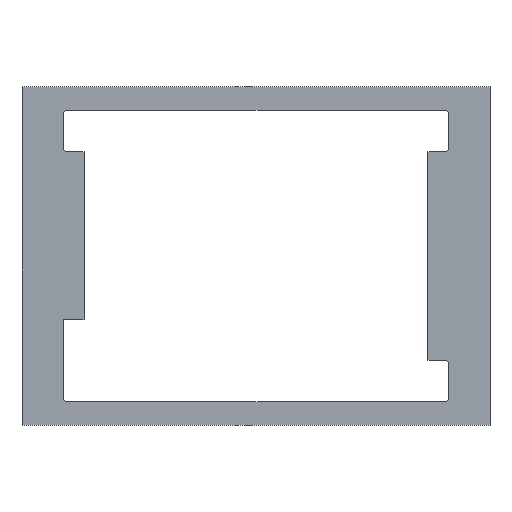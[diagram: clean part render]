
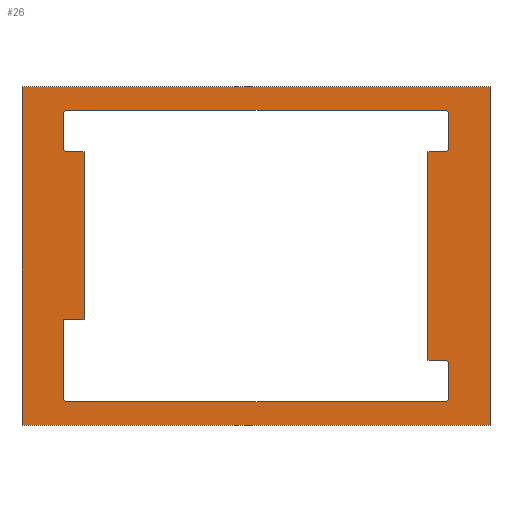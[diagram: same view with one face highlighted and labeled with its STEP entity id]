
A CAD part, top view. The second image highlights one B-rep face of the part: STEP entity #26.
In plain terms, the highlighted planar face has unit normal (0, 0, 1).
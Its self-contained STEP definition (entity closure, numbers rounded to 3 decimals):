
#26=ADVANCED_FACE('',(#80,#53),#261,.T.);
#53=FACE_OUTER_BOUND('',#83,.F.);
#80=FACE_BOUND('',#82,.F.);
#82=EDGE_LOOP('',(#111,#112,#113,#114,#115,#116,#117,#118,#119,#120,#121,#122,
#123,#124,#125,#126,#127,#128,#129,#130,#131));
#83=EDGE_LOOP('',(#132,#133,#134,#135));
#111=ORIENTED_EDGE('',*,*,#303,.T.);
#112=ORIENTED_EDGE('',*,*,#323,.T.);
#113=ORIENTED_EDGE('',*,*,#322,.T.);
#114=ORIENTED_EDGE('',*,*,#321,.T.);
#115=ORIENTED_EDGE('',*,*,#320,.T.);
#116=ORIENTED_EDGE('',*,*,#319,.T.);
#117=ORIENTED_EDGE('',*,*,#318,.T.);
#118=ORIENTED_EDGE('',*,*,#317,.T.);
#119=ORIENTED_EDGE('',*,*,#316,.T.);
#120=ORIENTED_EDGE('',*,*,#315,.T.);
#121=ORIENTED_EDGE('',*,*,#314,.T.);
#122=ORIENTED_EDGE('',*,*,#313,.T.);
#123=ORIENTED_EDGE('',*,*,#312,.T.);
#124=ORIENTED_EDGE('',*,*,#311,.T.);
#125=ORIENTED_EDGE('',*,*,#310,.T.);
#126=ORIENTED_EDGE('',*,*,#309,.T.);
#127=ORIENTED_EDGE('',*,*,#308,.T.);
#128=ORIENTED_EDGE('',*,*,#307,.T.);
#129=ORIENTED_EDGE('',*,*,#306,.T.);
#130=ORIENTED_EDGE('',*,*,#305,.T.);
#131=ORIENTED_EDGE('',*,*,#304,.T.);
#132=ORIENTED_EDGE('',*,*,#324,.T.);
#133=ORIENTED_EDGE('',*,*,#327,.T.);
#134=ORIENTED_EDGE('',*,*,#326,.T.);
#135=ORIENTED_EDGE('',*,*,#325,.T.);
#261=PLANE('',#593);
#289=CIRCLE('',#579,4.);
#290=CIRCLE('',#580,4.);
#291=CIRCLE('',#581,4.);
#292=CIRCLE('',#582,4.);
#293=CIRCLE('',#583,4.);
#294=CIRCLE('',#584,4.);
#295=CIRCLE('',#585,4.);
#303=EDGE_CURVE('',#549,#548,#378,.T.);
#304=EDGE_CURVE('',#547,#549,#289,.T.);
#305=EDGE_CURVE('',#546,#547,#379,.T.);
#306=EDGE_CURVE('',#545,#546,#290,.T.);
#307=EDGE_CURVE('',#544,#545,#380,.T.);
#308=EDGE_CURVE('',#543,#544,#381,.T.);
#309=EDGE_CURVE('',#542,#543,#291,.T.);
#310=EDGE_CURVE('',#541,#542,#382,.T.);
#311=EDGE_CURVE('',#540,#541,#292,.T.);
#312=EDGE_CURVE('',#539,#540,#383,.T.);
#313=EDGE_CURVE('',#538,#539,#384,.T.);
#314=EDGE_CURVE('',#537,#538,#385,.T.);
#315=EDGE_CURVE('',#536,#537,#293,.T.);
#316=EDGE_CURVE('',#535,#536,#386,.T.);
#317=EDGE_CURVE('',#534,#535,#294,.T.);
#318=EDGE_CURVE('',#533,#534,#387,.T.);
#319=EDGE_CURVE('',#532,#533,#388,.T.);
#320=EDGE_CURVE('',#531,#532,#295,.T.);
#321=EDGE_CURVE('',#530,#531,#389,.T.);
#322=EDGE_CURVE('',#529,#530,#390,.T.);
#323=EDGE_CURVE('',#548,#529,#391,.T.);
#324=EDGE_CURVE('',#528,#527,#392,.T.);
#325=EDGE_CURVE('',#526,#528,#393,.T.);
#326=EDGE_CURVE('',#525,#526,#394,.T.);
#327=EDGE_CURVE('',#527,#525,#395,.T.);
#378=LINE('',#825,#439);
#379=LINE('',#827,#440);
#380=LINE('',#829,#441);
#381=LINE('',#830,#442);
#382=LINE('',#832,#443);
#383=LINE('',#834,#444);
#384=LINE('',#835,#445);
#385=LINE('',#836,#446);
#386=LINE('',#838,#447);
#387=LINE('',#840,#448);
#388=LINE('',#841,#449);
#389=LINE('',#843,#450);
#390=LINE('',#844,#451);
#391=LINE('',#845,#452);
#392=LINE('',#846,#453);
#393=LINE('',#847,#454);
#394=LINE('',#848,#455);
#395=LINE('',#849,#456);
#439=VECTOR('',#626,16.);
#440=VECTOR('',#629,32.);
#441=VECTOR('',#632,181.);
#442=VECTOR('',#633,181.);
#443=VECTOR('',#636,32.);
#444=VECTOR('',#639,16.);
#445=VECTOR('',#640,200.);
#446=VECTOR('',#641,16.);
#447=VECTOR('',#644,32.);
#448=VECTOR('',#647,181.);
#449=VECTOR('',#648,181.);
#450=VECTOR('',#651,75.);
#451=VECTOR('',#652,20.);
#452=VECTOR('',#653,161.);
#453=VECTOR('',#654,449.);
#454=VECTOR('',#655,325.);
#455=VECTOR('',#656,449.);
#456=VECTOR('',#657,325.);
#525=VERTEX_POINT('',#800);
#526=VERTEX_POINT('',#801);
#527=VERTEX_POINT('',#802);
#528=VERTEX_POINT('',#803);
#529=VERTEX_POINT('',#804);
#530=VERTEX_POINT('',#805);
#531=VERTEX_POINT('',#806);
#532=VERTEX_POINT('',#807);
#533=VERTEX_POINT('',#808);
#534=VERTEX_POINT('',#809);
#535=VERTEX_POINT('',#810);
#536=VERTEX_POINT('',#811);
#537=VERTEX_POINT('',#812);
#538=VERTEX_POINT('',#813);
#539=VERTEX_POINT('',#814);
#540=VERTEX_POINT('',#815);
#541=VERTEX_POINT('',#816);
#542=VERTEX_POINT('',#817);
#543=VERTEX_POINT('',#818);
#544=VERTEX_POINT('',#819);
#545=VERTEX_POINT('',#820);
#546=VERTEX_POINT('',#821);
#547=VERTEX_POINT('',#822);
#548=VERTEX_POINT('',#823);
#549=VERTEX_POINT('',#824);
#579=AXIS2_PLACEMENT_3D('',#826,#627,#628);
#580=AXIS2_PLACEMENT_3D('',#828,#630,#631);
#581=AXIS2_PLACEMENT_3D('',#831,#634,#635);
#582=AXIS2_PLACEMENT_3D('',#833,#637,#638);
#583=AXIS2_PLACEMENT_3D('',#837,#642,#643);
#584=AXIS2_PLACEMENT_3D('',#839,#645,#646);
#585=AXIS2_PLACEMENT_3D('',#842,#649,#650);
#593=AXIS2_PLACEMENT_3D('',#900,#715,#716);
#626=DIRECTION('',(1.,0.,0.));
#627=DIRECTION('',(0.,0.,1.));
#628=DIRECTION('',(-1.,0.,0.));
#629=DIRECTION('',(0.,-1.,0.));
#630=DIRECTION('',(0.,0.,1.));
#631=DIRECTION('',(0.,1.,0.));
#632=DIRECTION('',(-1.,0.,0.));
#633=DIRECTION('',(-1.,0.,0.));
#634=DIRECTION('',(0.,0.,1.));
#635=DIRECTION('',(1.,0.,0.));
#636=DIRECTION('',(0.,1.,0.));
#637=DIRECTION('',(0.,0.,1.));
#638=DIRECTION('',(0.,-1.,0.));
#639=DIRECTION('',(1.,0.,0.));
#640=DIRECTION('',(0.,1.,0.));
#641=DIRECTION('',(-1.,0.,0.));
#642=DIRECTION('',(0.,0.,1.));
#643=DIRECTION('',(1.,0.,0.));
#644=DIRECTION('',(0.,1.,0.));
#645=DIRECTION('',(0.,0.,1.));
#646=DIRECTION('',(0.,-1.,0.));
#647=DIRECTION('',(1.,0.,0.));
#648=DIRECTION('',(1.,0.,0.));
#649=DIRECTION('',(0.,0.,1.));
#650=DIRECTION('',(-1.,0.,0.));
#651=DIRECTION('',(0.,-1.,0.));
#652=DIRECTION('',(-1.,0.,0.));
#653=DIRECTION('',(0.,-1.,0.));
#654=DIRECTION('',(-1.,0.,0.));
#655=DIRECTION('',(0.,-1.,0.));
#656=DIRECTION('',(1.,0.,0.));
#657=DIRECTION('',(0.,1.,0.));
#715=DIRECTION('',(0.,0.,1.));
#716=DIRECTION('',(1.,0.,0.));
#800=CARTESIAN_POINT('',(3.,-330.016,44.866));
#801=CARTESIAN_POINT('',(452.,-330.016,44.866));
#802=CARTESIAN_POINT('',(3.,-655.016,44.866));
#803=CARTESIAN_POINT('',(452.,-655.016,44.866));
#804=CARTESIAN_POINT('',(62.5,-553.516,44.866));
#805=CARTESIAN_POINT('',(42.5,-553.516,44.866));
#806=CARTESIAN_POINT('',(42.5,-628.516,44.866));
#807=CARTESIAN_POINT('',(46.5,-632.516,44.866));
#808=CARTESIAN_POINT('',(227.5,-632.516,44.866));
#809=CARTESIAN_POINT('',(408.5,-632.516,44.866));
#810=CARTESIAN_POINT('',(412.5,-628.516,44.866));
#811=CARTESIAN_POINT('',(412.5,-596.516,44.866));
#812=CARTESIAN_POINT('',(408.5,-592.516,44.866));
#813=CARTESIAN_POINT('',(392.5,-592.516,44.866));
#814=CARTESIAN_POINT('',(392.5,-392.516,44.866));
#815=CARTESIAN_POINT('',(408.5,-392.516,44.866));
#816=CARTESIAN_POINT('',(412.5,-388.516,44.866));
#817=CARTESIAN_POINT('',(412.5,-356.516,44.866));
#818=CARTESIAN_POINT('',(408.5,-352.516,44.866));
#819=CARTESIAN_POINT('',(227.5,-352.516,44.866));
#820=CARTESIAN_POINT('',(46.5,-352.516,44.866));
#821=CARTESIAN_POINT('',(42.5,-356.516,44.866));
#822=CARTESIAN_POINT('',(42.5,-388.516,44.866));
#823=CARTESIAN_POINT('',(62.5,-392.516,44.866));
#824=CARTESIAN_POINT('',(46.5,-392.516,44.866));
#825=CARTESIAN_POINT('',(46.5,-392.516,44.866));
#826=CARTESIAN_POINT('',(46.5,-388.516,44.866));
#827=CARTESIAN_POINT('',(42.5,-356.516,44.866));
#828=CARTESIAN_POINT('',(46.5,-356.516,44.866));
#829=CARTESIAN_POINT('',(227.5,-352.516,44.866));
#830=CARTESIAN_POINT('',(408.5,-352.516,44.866));
#831=CARTESIAN_POINT('',(408.5,-356.516,44.866));
#832=CARTESIAN_POINT('',(412.5,-388.516,44.866));
#833=CARTESIAN_POINT('',(408.5,-388.516,44.866));
#834=CARTESIAN_POINT('',(392.5,-392.516,44.866));
#835=CARTESIAN_POINT('',(392.5,-592.516,44.866));
#836=CARTESIAN_POINT('',(408.5,-592.516,44.866));
#837=CARTESIAN_POINT('',(408.5,-596.516,44.866));
#838=CARTESIAN_POINT('',(412.5,-628.516,44.866));
#839=CARTESIAN_POINT('',(408.5,-628.516,44.866));
#840=CARTESIAN_POINT('',(227.5,-632.516,44.866));
#841=CARTESIAN_POINT('',(46.5,-632.516,44.866));
#842=CARTESIAN_POINT('',(46.5,-628.516,44.866));
#843=CARTESIAN_POINT('',(42.5,-553.516,44.866));
#844=CARTESIAN_POINT('',(62.5,-553.516,44.866));
#845=CARTESIAN_POINT('',(62.5,-392.516,44.866));
#846=CARTESIAN_POINT('',(452.,-655.016,44.866));
#847=CARTESIAN_POINT('',(452.,-330.016,44.866));
#848=CARTESIAN_POINT('',(3.,-330.016,44.866));
#849=CARTESIAN_POINT('',(3.,-655.016,44.866));
#900=CARTESIAN_POINT('',(-1.49,-659.506,44.866));
